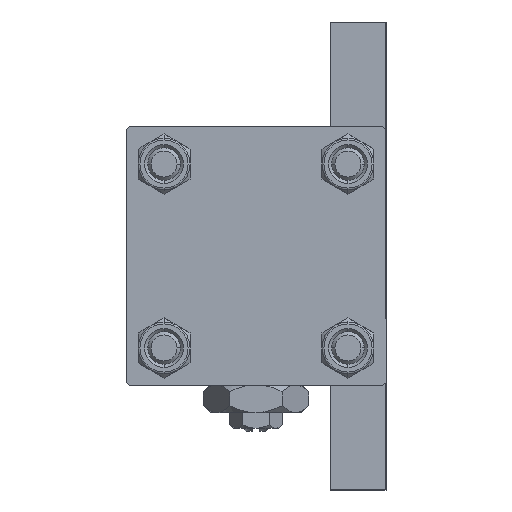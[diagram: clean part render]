
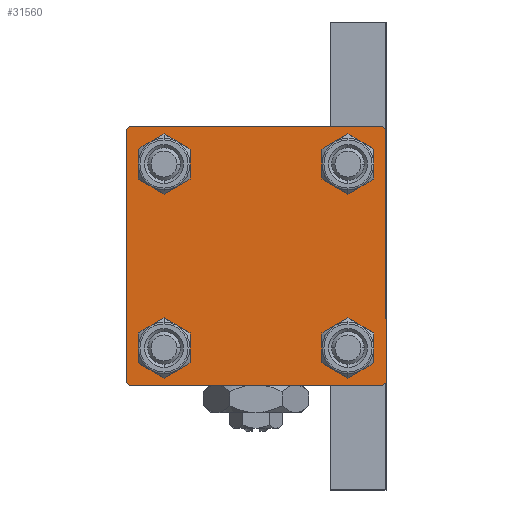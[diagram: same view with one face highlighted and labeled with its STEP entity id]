
A CAD part, left-side view. The second image highlights one B-rep face of the part: STEP entity #31560.
In plain terms, the highlighted planar face has unit normal (-1, 0, 0).
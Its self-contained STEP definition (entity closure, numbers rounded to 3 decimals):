
#155 = FACE_OUTER_BOUND ( 'NONE', #25030, .T. ) ;
#640 = EDGE_CURVE ( 'NONE', #47718, #26422, #1769, .T. ) ;
#669 = DIRECTION ( 'NONE',  ( 1., 0., 0. ) ) ;
#741 = ORIENTED_EDGE ( 'NONE', *, *, #3924, .T. ) ;
#967 = LINE ( 'NONE', #24370, #44530 ) ;
#1172 = ORIENTED_EDGE ( 'NONE', *, *, #26116, .T. ) ;
#1769 = LINE ( 'NONE', #5798, #43730 ) ;
#2092 = LINE ( 'NONE', #13652, #17271 ) ;
#2174 = ORIENTED_EDGE ( 'NONE', *, *, #18994, .F. ) ;
#2401 = EDGE_CURVE ( 'NONE', #33738, #6736, #35760, .T. ) ;
#2455 = EDGE_CURVE ( 'NONE', #21051, #47718, #2092, .T. ) ;
#2753 = LINE ( 'NONE', #36493, #40465 ) ;
#3459 = ORIENTED_EDGE ( 'NONE', *, *, #17638, .T. ) ;
#3495 = AXIS2_PLACEMENT_3D ( 'NONE', #18821, #6997, #34176 ) ;
#3924 = EDGE_CURVE ( 'NONE', #44803, #4396, #33394, .T. ) ;
#3927 = PLANE ( 'NONE',  #28794 ) ;
#4396 = VERTEX_POINT ( 'NONE', #36084 ) ;
#4417 = DIRECTION ( 'NONE',  ( 0., 0., 1. ) ) ;
#5369 = DIRECTION ( 'NONE',  ( 0., 0., 1. ) ) ;
#5798 = CARTESIAN_POINT ( 'NONE',  ( 0., -19.75, -19.75 ) ) ;
#6089 = EDGE_CURVE ( 'NONE', #23358, #26422, #9819, .T. ) ;
#6731 = EDGE_CURVE ( 'NONE', #23358, #17910, #12233, .T. ) ;
#6736 = VERTEX_POINT ( 'NONE', #28824 ) ;
#6997 = DIRECTION ( 'NONE',  ( 1., 0., 0. ) ) ;
#7091 = CARTESIAN_POINT ( 'NONE',  ( 0., -14.15, 14.15 ) ) ;
#8429 = VERTEX_POINT ( 'NONE', #16669 ) ;
#8706 = CIRCLE ( 'NONE', #31987, 3. ) ;
#8799 = ORIENTED_EDGE ( 'NONE', *, *, #2401, .T. ) ;
#8966 = EDGE_LOOP ( 'NONE', ( #8799, #34671 ) ) ;
#9652 = CARTESIAN_POINT ( 'NONE',  ( 0., -14.15, -14.15 ) ) ;
#9819 = LINE ( 'NONE', #21879, #21391 ) ;
#10031 = EDGE_CURVE ( 'NONE', #29707, #48134, #20887, .T. ) ;
#10308 = DIRECTION ( 'NONE',  ( 0., 0., -1. ) ) ;
#10322 = CARTESIAN_POINT ( 'NONE',  ( 0., 20., 19.5 ) ) ;
#10518 = ORIENTED_EDGE ( 'NONE', *, *, #33763, .T. ) ;
#11172 = CARTESIAN_POINT ( 'NONE',  ( 0., -19.5, 20. ) ) ;
#11733 = CIRCLE ( 'NONE', #23095, 3. ) ;
#12233 = LINE ( 'NONE', #35622, #32712 ) ;
#12872 = EDGE_CURVE ( 'NONE', #6736, #33738, #34837, .T. ) ;
#13282 = DIRECTION ( 'NONE',  ( 0., 0.707, -0.707 ) ) ;
#13303 = EDGE_LOOP ( 'NONE', ( #29238, #44922 ) ) ;
#13331 = CARTESIAN_POINT ( 'NONE',  ( 0., 19.5, 20. ) ) ;
#13652 = CARTESIAN_POINT ( 'NONE',  ( 0., 20., -20. ) ) ;
#14449 = DIRECTION ( 'NONE',  ( 0., 0., 1. ) ) ;
#15046 = ORIENTED_EDGE ( 'NONE', *, *, #640, .T. ) ;
#15163 = EDGE_CURVE ( 'NONE', #32579, #37138, #18678, .T. ) ;
#15247 = CARTESIAN_POINT ( 'NONE',  ( 0., 0., 0. ) ) ;
#16669 = CARTESIAN_POINT ( 'NONE',  ( 0., -14.15, 11.15 ) ) ;
#16915 = CARTESIAN_POINT ( 'NONE',  ( 0., 14.15, 17.15 ) ) ;
#17118 = CARTESIAN_POINT ( 'NONE',  ( 0., 20., 20. ) ) ;
#17271 = VECTOR ( 'NONE', #24492, 1000. ) ;
#17538 = VERTEX_POINT ( 'NONE', #13331 ) ;
#17638 = EDGE_CURVE ( 'NONE', #48134, #21051, #2753, .T. ) ;
#17910 = VERTEX_POINT ( 'NONE', #11172 ) ;
#17916 = EDGE_CURVE ( 'NONE', #8429, #18488, #26824, .T. ) ;
#18275 = CARTESIAN_POINT ( 'NONE',  ( 0., 19.5, -20. ) ) ;
#18488 = VERTEX_POINT ( 'NONE', #23143 ) ;
#18591 = EDGE_CURVE ( 'NONE', #17538, #29707, #967, .T. ) ;
#18678 = CIRCLE ( 'NONE', #30739, 3. ) ;
#18810 = CARTESIAN_POINT ( 'NONE',  ( 0., -14.15, -14.15 ) ) ;
#18821 = CARTESIAN_POINT ( 'NONE',  ( 0., 14.15, -14.15 ) ) ;
#18918 = DIRECTION ( 'NONE',  ( 0., 0., 1. ) ) ;
#18994 = EDGE_CURVE ( 'NONE', #17538, #17910, #39163, .T. ) ;
#19283 = DIRECTION ( 'NONE',  ( -1., 0., 0. ) ) ;
#19305 = DIRECTION ( 'NONE',  ( 0., 0., 1. ) ) ;
#19683 = AXIS2_PLACEMENT_3D ( 'NONE', #40329, #40079, #5369 ) ;
#20039 = CARTESIAN_POINT ( 'NONE',  ( 0., 20., 20. ) ) ;
#20483 = CARTESIAN_POINT ( 'NONE',  ( 0., -20., -19.5 ) ) ;
#20887 = LINE ( 'NONE', #17118, #26828 ) ;
#21051 = VERTEX_POINT ( 'NONE', #18275 ) ;
#21391 = VECTOR ( 'NONE', #10308, 1000. ) ;
#21879 = CARTESIAN_POINT ( 'NONE',  ( 0., -20., 20. ) ) ;
#22086 = ORIENTED_EDGE ( 'NONE', *, *, #6731, .T. ) ;
#22556 = FACE_BOUND ( 'NONE', #26635, .T. ) ;
#23095 = AXIS2_PLACEMENT_3D ( 'NONE', #28597, #47206, #44434 ) ;
#23143 = CARTESIAN_POINT ( 'NONE',  ( 0., -14.15, 17.15 ) ) ;
#23358 = VERTEX_POINT ( 'NONE', #49520 ) ;
#23466 = CIRCLE ( 'NONE', #41107, 3. ) ;
#24370 = CARTESIAN_POINT ( 'NONE',  ( 0., 19.75, 19.75 ) ) ;
#24492 = DIRECTION ( 'NONE',  ( 0., -1., 0. ) ) ;
#25008 = DIRECTION ( 'NONE',  ( 0., 0., 1. ) ) ;
#25030 = EDGE_LOOP ( 'NONE', ( #27835, #3459, #40657, #15046, #28302, #22086, #2174, #45815 ) ) ;
#26037 = CARTESIAN_POINT ( 'NONE',  ( 0., 20., -19.5 ) ) ;
#26116 = EDGE_CURVE ( 'NONE', #37138, #32579, #11733, .T. ) ;
#26422 = VERTEX_POINT ( 'NONE', #20483 ) ;
#26635 = EDGE_LOOP ( 'NONE', ( #1172, #30152 ) ) ;
#26824 = CIRCLE ( 'NONE', #36457, 3. ) ;
#26828 = VECTOR ( 'NONE', #32461, 1000. ) ;
#27327 = FACE_BOUND ( 'NONE', #13303, .T. ) ;
#27835 = ORIENTED_EDGE ( 'NONE', *, *, #10031, .T. ) ;
#27896 = CARTESIAN_POINT ( 'NONE',  ( 0., -14.15, -11.15 ) ) ;
#28302 = ORIENTED_EDGE ( 'NONE', *, *, #6089, .F. ) ;
#28597 = CARTESIAN_POINT ( 'NONE',  ( 0., 14.15, 14.15 ) ) ;
#28794 = AXIS2_PLACEMENT_3D ( 'NONE', #15247, #19283, #4417 ) ;
#28824 = CARTESIAN_POINT ( 'NONE',  ( 0., 14.15, -17.15 ) ) ;
#29238 = ORIENTED_EDGE ( 'NONE', *, *, #32178, .T. ) ;
#29314 = DIRECTION ( 'NONE',  ( 1., 0., 0. ) ) ;
#29707 = VERTEX_POINT ( 'NONE', #10322 ) ;
#30145 = EDGE_LOOP ( 'NONE', ( #741, #10518 ) ) ;
#30152 = ORIENTED_EDGE ( 'NONE', *, *, #15163, .T. ) ;
#30418 = CARTESIAN_POINT ( 'NONE',  ( 0., -19.5, -20. ) ) ;
#30739 = AXIS2_PLACEMENT_3D ( 'NONE', #38674, #669, #19305 ) ;
#31560 = ADVANCED_FACE ( 'NONE', ( #27327, #38652, #49716, #22556, #155 ), #3927, .T. ) ;
#31987 = AXIS2_PLACEMENT_3D ( 'NONE', #7091, #42313, #18918 ) ;
#32178 = EDGE_CURVE ( 'NONE', #18488, #8429, #8706, .T. ) ;
#32461 = DIRECTION ( 'NONE',  ( 0., 0., -1. ) ) ;
#32579 = VERTEX_POINT ( 'NONE', #35873 ) ;
#32712 = VECTOR ( 'NONE', #46940, 1000. ) ;
#33394 = CIRCLE ( 'NONE', #39809, 3. ) ;
#33457 = DIRECTION ( 'NONE',  ( 0., -0.707, -0.707 ) ) ;
#33738 = VERTEX_POINT ( 'NONE', #47901 ) ;
#33763 = EDGE_CURVE ( 'NONE', #4396, #44803, #23466, .T. ) ;
#34165 = DIRECTION ( 'NONE',  ( 1., 0., 0. ) ) ;
#34176 = DIRECTION ( 'NONE',  ( 0., 0., 1. ) ) ;
#34671 = ORIENTED_EDGE ( 'NONE', *, *, #12872, .T. ) ;
#34837 = CIRCLE ( 'NONE', #3495, 3. ) ;
#35382 = DIRECTION ( 'NONE',  ( 0., -1., 0. ) ) ;
#35622 = CARTESIAN_POINT ( 'NONE',  ( 0., -19.75, 19.75 ) ) ;
#35760 = CIRCLE ( 'NONE', #19683, 3. ) ;
#35873 = CARTESIAN_POINT ( 'NONE',  ( 0., 14.15, 11.15 ) ) ;
#36084 = CARTESIAN_POINT ( 'NONE',  ( 0., -14.15, -17.15 ) ) ;
#36457 = AXIS2_PLACEMENT_3D ( 'NONE', #48432, #29314, #14449 ) ;
#36493 = CARTESIAN_POINT ( 'NONE',  ( 0., 19.75, -19.75 ) ) ;
#37138 = VERTEX_POINT ( 'NONE', #16915 ) ;
#38652 = FACE_BOUND ( 'NONE', #30145, .T. ) ;
#38674 = CARTESIAN_POINT ( 'NONE',  ( 0., 14.15, 14.15 ) ) ;
#39163 = LINE ( 'NONE', #20039, #45347 ) ;
#39809 = AXIS2_PLACEMENT_3D ( 'NONE', #18810, #34165, #49502 ) ;
#40079 = DIRECTION ( 'NONE',  ( 1., 0., 0. ) ) ;
#40329 = CARTESIAN_POINT ( 'NONE',  ( 0., 14.15, -14.15 ) ) ;
#40465 = VECTOR ( 'NONE', #33457, 1000. ) ;
#40657 = ORIENTED_EDGE ( 'NONE', *, *, #2455, .T. ) ;
#41107 = AXIS2_PLACEMENT_3D ( 'NONE', #9652, #43621, #25008 ) ;
#42313 = DIRECTION ( 'NONE',  ( 1., 0., 0. ) ) ;
#43621 = DIRECTION ( 'NONE',  ( 1., 0., 0. ) ) ;
#43730 = VECTOR ( 'NONE', #45206, 1000. ) ;
#44434 = DIRECTION ( 'NONE',  ( 0., 0., 1. ) ) ;
#44530 = VECTOR ( 'NONE', #13282, 1000. ) ;
#44803 = VERTEX_POINT ( 'NONE', #27896 ) ;
#44922 = ORIENTED_EDGE ( 'NONE', *, *, #17916, .T. ) ;
#45206 = DIRECTION ( 'NONE',  ( 0., -0.707, 0.707 ) ) ;
#45347 = VECTOR ( 'NONE', #35382, 1000. ) ;
#45815 = ORIENTED_EDGE ( 'NONE', *, *, #18591, .T. ) ;
#46940 = DIRECTION ( 'NONE',  ( 0., 0.707, 0.707 ) ) ;
#47206 = DIRECTION ( 'NONE',  ( 1., 0., 0. ) ) ;
#47718 = VERTEX_POINT ( 'NONE', #30418 ) ;
#47901 = CARTESIAN_POINT ( 'NONE',  ( 0., 14.15, -11.15 ) ) ;
#48134 = VERTEX_POINT ( 'NONE', #26037 ) ;
#48432 = CARTESIAN_POINT ( 'NONE',  ( 0., -14.15, 14.15 ) ) ;
#49502 = DIRECTION ( 'NONE',  ( 0., 0., 1. ) ) ;
#49520 = CARTESIAN_POINT ( 'NONE',  ( 0., -20., 19.5 ) ) ;
#49716 = FACE_BOUND ( 'NONE', #8966, .T. ) ;
